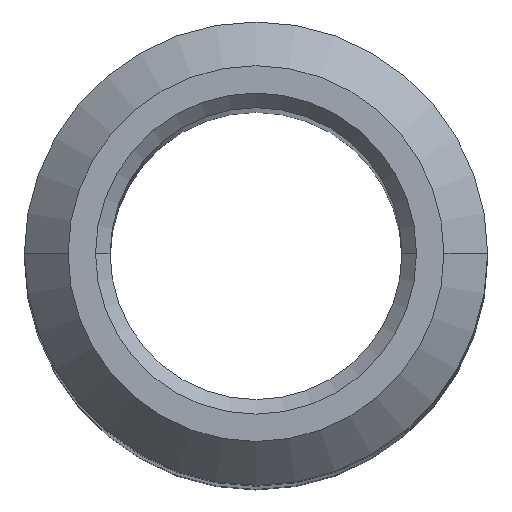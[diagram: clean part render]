
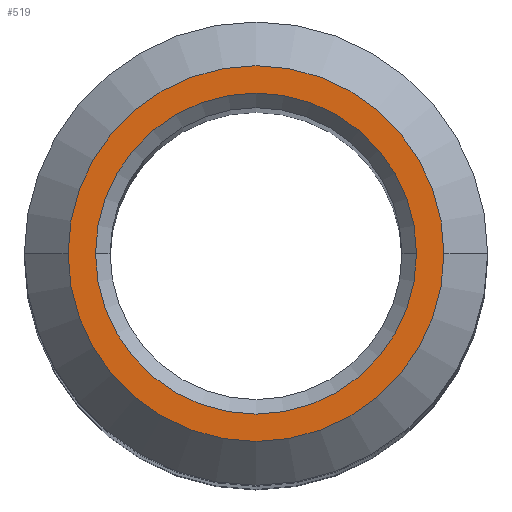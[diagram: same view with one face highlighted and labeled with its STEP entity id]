
A CAD part, top view. The second image highlights one B-rep face of the part: STEP entity #519.
In plain terms, the highlighted planar face has unit normal (0, 0, 1).
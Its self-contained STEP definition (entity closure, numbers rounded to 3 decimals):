
#46 = AXIS2_PLACEMENT_3D ( 'NONE', #1081, #901, #886 ) ;
#99 = CARTESIAN_POINT ( 'NONE',  ( 0., 0., 0. ) ) ;
#114 = DIRECTION ( 'NONE',  ( 0., 0., 1. ) ) ;
#139 = DIRECTION ( 'NONE',  ( 0., 0., -1. ) ) ;
#199 = ORIENTED_EDGE ( 'NONE', *, *, #270, .T. ) ;
#248 = CIRCLE ( 'NONE', #275, 2.2 ) ;
#270 = EDGE_CURVE ( 'NONE', #863, #337, #924, .T. ) ;
#275 = AXIS2_PLACEMENT_3D ( 'NONE', #756, #139, #752 ) ;
#288 = AXIS2_PLACEMENT_3D ( 'NONE', #99, #114, #740 ) ;
#328 = CARTESIAN_POINT ( 'NONE',  ( 2.575, 0., 0. ) ) ;
#337 = VERTEX_POINT ( 'NONE', #1124 ) ;
#409 = EDGE_LOOP ( 'NONE', ( #938, #918 ) ) ;
#466 = FACE_BOUND ( 'NONE', #814, .T. ) ;
#485 = ORIENTED_EDGE ( 'NONE', *, *, #643, .T. ) ;
#519 = ADVANCED_FACE ( 'NONE', ( #466, #956 ), #718, .T. ) ;
#540 = DIRECTION ( 'NONE',  ( 1., 0., 0. ) ) ;
#544 = CARTESIAN_POINT ( 'NONE',  ( 0., 0., 0. ) ) ;
#550 = CARTESIAN_POINT ( 'NONE',  ( 2.2, 0., 0. ) ) ;
#552 = VERTEX_POINT ( 'NONE', #736 ) ;
#556 = EDGE_CURVE ( 'NONE', #552, #966, #790, .T. ) ;
#565 = DIRECTION ( 'NONE',  ( 0., 0., 1. ) ) ;
#643 = EDGE_CURVE ( 'NONE', #337, #863, #248, .T. ) ;
#718 = PLANE ( 'NONE',  #288 ) ;
#725 = DIRECTION ( 'NONE',  ( 0., 0., 1. ) ) ;
#736 = CARTESIAN_POINT ( 'NONE',  ( -2.575, 0., 0. ) ) ;
#740 = DIRECTION ( 'NONE',  ( 1., 0., 0. ) ) ;
#752 = DIRECTION ( 'NONE',  ( 1., 0., 0. ) ) ;
#754 = DIRECTION ( 'NONE',  ( 1., 0., 0. ) ) ;
#756 = CARTESIAN_POINT ( 'NONE',  ( 0., 0., 0. ) ) ;
#790 = CIRCLE ( 'NONE', #974, 2.575 ) ;
#814 = EDGE_LOOP ( 'NONE', ( #199, #485 ) ) ;
#863 = VERTEX_POINT ( 'NONE', #550 ) ;
#884 = AXIS2_PLACEMENT_3D ( 'NONE', #544, #565, #540 ) ;
#886 = DIRECTION ( 'NONE',  ( 1., 0., 0. ) ) ;
#901 = DIRECTION ( 'NONE',  ( 0., 0., -1. ) ) ;
#918 = ORIENTED_EDGE ( 'NONE', *, *, #997, .T. ) ;
#924 = CIRCLE ( 'NONE', #46, 2.2 ) ;
#938 = ORIENTED_EDGE ( 'NONE', *, *, #556, .T. ) ;
#943 = CARTESIAN_POINT ( 'NONE',  ( 0., 0., 0. ) ) ;
#956 = FACE_OUTER_BOUND ( 'NONE', #409, .T. ) ;
#966 = VERTEX_POINT ( 'NONE', #328 ) ;
#974 = AXIS2_PLACEMENT_3D ( 'NONE', #943, #725, #754 ) ;
#997 = EDGE_CURVE ( 'NONE', #966, #552, #1044, .T. ) ;
#1044 = CIRCLE ( 'NONE', #884, 2.575 ) ;
#1081 = CARTESIAN_POINT ( 'NONE',  ( 0., 0., 0. ) ) ;
#1124 = CARTESIAN_POINT ( 'NONE',  ( -2.2, 0., 0. ) ) ;
